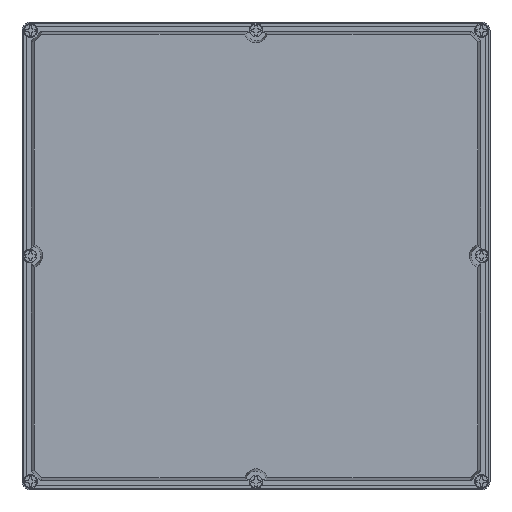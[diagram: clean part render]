
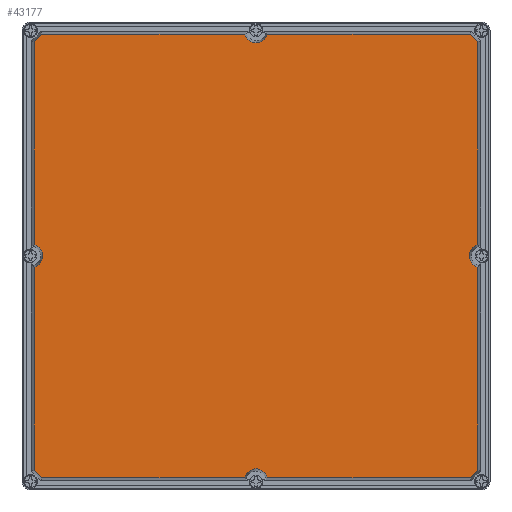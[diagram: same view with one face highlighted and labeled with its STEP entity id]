
A CAD part, top view. The second image highlights one B-rep face of the part: STEP entity #43177.
In plain terms, the highlighted planar face has unit normal (0, 0, 1).
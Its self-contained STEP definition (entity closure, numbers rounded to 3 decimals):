
#41431=AXIS2_PLACEMENT_3D('Circle Axis2P3D',#41429,#41430,$) ;
#43068=AXIS2_PLACEMENT_3D('Plane Axis2P3D',#43065,#43066,#43067) ;
#43095=AXIS2_PLACEMENT_3D('Circle Axis2P3D',#43093,#43094,$) ;
#43128=AXIS2_PLACEMENT_3D('Circle Axis2P3D',#43126,#43127,$) ;
#43156=AXIS2_PLACEMENT_3D('Circle Axis2P3D',#43154,#43155,$) ;
#41186=CARTESIAN_POINT('Line Origine',(587.057,156.014,209.)) ;
#41190=CARTESIAN_POINT('Vertex',(587.057,25.422,209.)) ;
#41192=CARTESIAN_POINT('Vertex',(587.057,286.606,209.)) ;
#41391=CARTESIAN_POINT('Vertex',(587.057,577.578,209.)) ;
#41394=CARTESIAN_POINT('Line Origine',(587.057,446.986,209.)) ;
#41398=CARTESIAN_POINT('Vertex',(587.057,316.394,209.)) ;
#41429=CARTESIAN_POINT('Axis2P3D Location',(592.,301.5,209.)) ;
#43065=CARTESIAN_POINT('Axis2P3D Location',(301.5,301.5,209.)) ;
#43070=CARTESIAN_POINT('Line Origine',(15.943,156.014,209.)) ;
#43074=CARTESIAN_POINT('Vertex',(15.943,286.606,209.)) ;
#43076=CARTESIAN_POINT('Vertex',(15.943,25.422,209.)) ;
#43079=CARTESIAN_POINT('Line Origine',(20.682,20.682,209.)) ;
#43083=CARTESIAN_POINT('Vertex',(25.422,15.943,209.)) ;
#43086=CARTESIAN_POINT('Line Origine',(155.856,15.943,209.)) ;
#43090=CARTESIAN_POINT('Vertex',(286.29,15.943,209.)) ;
#43093=CARTESIAN_POINT('Axis2P3D Location',(301.5,11.,209.)) ;
#43097=CARTESIAN_POINT('Vertex',(316.71,15.943,209.)) ;
#43100=CARTESIAN_POINT('Line Origine',(447.144,15.943,209.)) ;
#43104=CARTESIAN_POINT('Vertex',(577.578,15.943,209.)) ;
#43107=CARTESIAN_POINT('Line Origine',(582.318,20.682,209.)) ;
#43112=CARTESIAN_POINT('Line Origine',(582.318,582.318,209.)) ;
#43116=CARTESIAN_POINT('Vertex',(577.578,587.057,209.)) ;
#43119=CARTESIAN_POINT('Line Origine',(447.144,587.057,209.)) ;
#43123=CARTESIAN_POINT('Vertex',(316.71,587.057,209.)) ;
#43126=CARTESIAN_POINT('Axis2P3D Location',(301.5,592.,209.)) ;
#43130=CARTESIAN_POINT('Vertex',(286.29,587.057,209.)) ;
#43133=CARTESIAN_POINT('Line Origine',(155.856,587.057,209.)) ;
#43137=CARTESIAN_POINT('Vertex',(25.422,587.057,209.)) ;
#43140=CARTESIAN_POINT('Line Origine',(20.682,582.318,209.)) ;
#43144=CARTESIAN_POINT('Vertex',(15.943,577.578,209.)) ;
#43147=CARTESIAN_POINT('Line Origine',(15.943,446.986,209.)) ;
#43151=CARTESIAN_POINT('Vertex',(15.943,316.394,209.)) ;
#43154=CARTESIAN_POINT('Axis2P3D Location',(11.,301.5,209.)) ;
#41187=DIRECTION('Vector Direction',(0.,1.,0.)) ;
#41395=DIRECTION('Vector Direction',(0.,1.,0.)) ;
#41430=DIRECTION('Axis2P3D Direction',(0.,0.,1.)) ;
#43066=DIRECTION('Axis2P3D Direction',(0.,0.,1.)) ;
#43067=DIRECTION('Axis2P3D XDirection',(1.,0.,0.)) ;
#43071=DIRECTION('Vector Direction',(0.,-1.,0.)) ;
#43080=DIRECTION('Vector Direction',(0.707,-0.707,0.)) ;
#43087=DIRECTION('Vector Direction',(1.,0.,0.)) ;
#43094=DIRECTION('Axis2P3D Direction',(0.,0.,1.)) ;
#43101=DIRECTION('Vector Direction',(1.,0.,0.)) ;
#43108=DIRECTION('Vector Direction',(0.707,0.707,0.)) ;
#43113=DIRECTION('Vector Direction',(-0.707,0.707,0.)) ;
#43120=DIRECTION('Vector Direction',(-1.,0.,0.)) ;
#43127=DIRECTION('Axis2P3D Direction',(0.,0.,1.)) ;
#43134=DIRECTION('Vector Direction',(-1.,0.,0.)) ;
#43141=DIRECTION('Vector Direction',(-0.707,-0.707,0.)) ;
#43148=DIRECTION('Vector Direction',(0.,-1.,0.)) ;
#43155=DIRECTION('Axis2P3D Direction',(0.,0.,1.)) ;
#41188=VECTOR('Line Direction',#41187,1.) ;
#41396=VECTOR('Line Direction',#41395,1.) ;
#43072=VECTOR('Line Direction',#43071,1.) ;
#43081=VECTOR('Line Direction',#43080,1.) ;
#43088=VECTOR('Line Direction',#43087,1.) ;
#43102=VECTOR('Line Direction',#43101,1.) ;
#43109=VECTOR('Line Direction',#43108,1.) ;
#43114=VECTOR('Line Direction',#43113,1.) ;
#43121=VECTOR('Line Direction',#43120,1.) ;
#43135=VECTOR('Line Direction',#43134,1.) ;
#43142=VECTOR('Line Direction',#43141,1.) ;
#43149=VECTOR('Line Direction',#43148,1.) ;
#43160=ORIENTED_EDGE('',*,*,#43078,.T.) ;
#43161=ORIENTED_EDGE('',*,*,#43085,.T.) ;
#43162=ORIENTED_EDGE('',*,*,#43092,.T.) ;
#43163=ORIENTED_EDGE('',*,*,#43099,.F.) ;
#43164=ORIENTED_EDGE('',*,*,#43106,.T.) ;
#43165=ORIENTED_EDGE('',*,*,#43111,.T.) ;
#43166=ORIENTED_EDGE('',*,*,#41194,.T.) ;
#43167=ORIENTED_EDGE('',*,*,#41433,.F.) ;
#43168=ORIENTED_EDGE('',*,*,#41400,.T.) ;
#43169=ORIENTED_EDGE('',*,*,#43118,.T.) ;
#43170=ORIENTED_EDGE('',*,*,#43125,.T.) ;
#43171=ORIENTED_EDGE('',*,*,#43132,.F.) ;
#43172=ORIENTED_EDGE('',*,*,#43139,.T.) ;
#43173=ORIENTED_EDGE('',*,*,#43146,.T.) ;
#43174=ORIENTED_EDGE('',*,*,#43153,.T.) ;
#43175=ORIENTED_EDGE('',*,*,#43158,.F.) ;
#43177=ADVANCED_FACE('Deckel',(#43176),#43069,.T.) ;
#41432=CIRCLE('generated circle',#41431,15.693) ;
#43096=CIRCLE('generated circle',#43095,15.993) ;
#43129=CIRCLE('generated circle',#43128,15.993) ;
#43157=CIRCLE('generated circle',#43156,15.693) ;
#41194=EDGE_CURVE('',#41191,#41193,#41189,.T.) ;
#41400=EDGE_CURVE('',#41399,#41392,#41397,.T.) ;
#41433=EDGE_CURVE('',#41399,#41193,#41432,.T.) ;
#43078=EDGE_CURVE('',#43075,#43077,#43073,.T.) ;
#43085=EDGE_CURVE('',#43077,#43084,#43082,.T.) ;
#43092=EDGE_CURVE('',#43084,#43091,#43089,.T.) ;
#43099=EDGE_CURVE('',#43098,#43091,#43096,.T.) ;
#43106=EDGE_CURVE('',#43098,#43105,#43103,.T.) ;
#43111=EDGE_CURVE('',#43105,#41191,#43110,.T.) ;
#43118=EDGE_CURVE('',#41392,#43117,#43115,.T.) ;
#43125=EDGE_CURVE('',#43117,#43124,#43122,.T.) ;
#43132=EDGE_CURVE('',#43131,#43124,#43129,.T.) ;
#43139=EDGE_CURVE('',#43131,#43138,#43136,.T.) ;
#43146=EDGE_CURVE('',#43138,#43145,#43143,.T.) ;
#43153=EDGE_CURVE('',#43145,#43152,#43150,.T.) ;
#43158=EDGE_CURVE('',#43075,#43152,#43157,.T.) ;
#43159=EDGE_LOOP('',(#43160,#43161,#43162,#43163,#43164,#43165,#43166,#43167,#43168,#43169,#43170,#43171,#43172,#43173,#43174,#43175)) ;
#43176=FACE_OUTER_BOUND('',#43159,.T.) ;
#41189=LINE('Line',#41186,#41188) ;
#41397=LINE('Line',#41394,#41396) ;
#43073=LINE('Line',#43070,#43072) ;
#43082=LINE('Line',#43079,#43081) ;
#43089=LINE('Line',#43086,#43088) ;
#43103=LINE('Line',#43100,#43102) ;
#43110=LINE('Line',#43107,#43109) ;
#43115=LINE('Line',#43112,#43114) ;
#43122=LINE('Line',#43119,#43121) ;
#43136=LINE('Line',#43133,#43135) ;
#43143=LINE('Line',#43140,#43142) ;
#43150=LINE('Line',#43147,#43149) ;
#43069=PLANE('',#43068) ;
#41191=VERTEX_POINT('',#41190) ;
#41193=VERTEX_POINT('',#41192) ;
#41392=VERTEX_POINT('',#41391) ;
#41399=VERTEX_POINT('',#41398) ;
#43075=VERTEX_POINT('',#43074) ;
#43077=VERTEX_POINT('',#43076) ;
#43084=VERTEX_POINT('',#43083) ;
#43091=VERTEX_POINT('',#43090) ;
#43098=VERTEX_POINT('',#43097) ;
#43105=VERTEX_POINT('',#43104) ;
#43117=VERTEX_POINT('',#43116) ;
#43124=VERTEX_POINT('',#43123) ;
#43131=VERTEX_POINT('',#43130) ;
#43138=VERTEX_POINT('',#43137) ;
#43145=VERTEX_POINT('',#43144) ;
#43152=VERTEX_POINT('',#43151) ;
